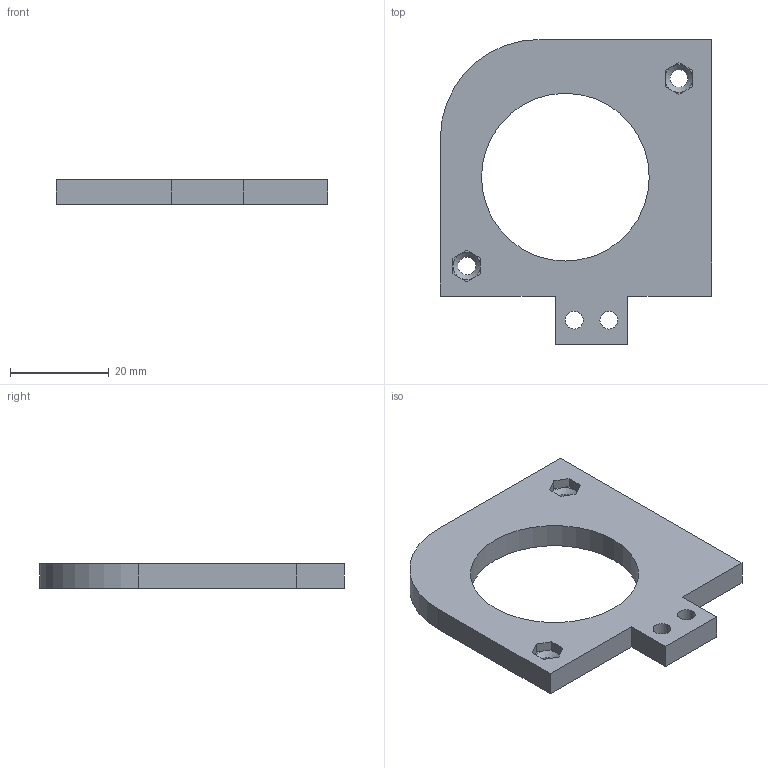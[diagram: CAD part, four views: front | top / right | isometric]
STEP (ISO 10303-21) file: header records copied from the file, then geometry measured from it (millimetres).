
FILE_DESCRIPTION(('FreeCAD Model'),'2;1');
FILE_NAME('CentrifugalFanHolder_Base.step','2020-10-11T10:47:31',( 'Author'),(''),'Open CASCADE STEP processor 7.3','FreeCAD','Unknown' );
FILE_SCHEMA(('AUTOMOTIVE_DESIGN { 1 0 10303 214 1 1 1 1 }'));
Length unit declared in the file: millimetre
Products named in the file (1): CentrifugalFanHolder_Base
Bounding box: 55 x 61.8 x 5 mm (x, y, z)
Volume: 9738.7 mm3; surface area: 5832.8 mm2
Topology: 1 solids, 1 shells, 34 faces, 120 edges, 78 vertices
Faces by surface type: plane 24, cylinder 6, cone 4
Full cylindrical faces by diameter (mm): 3.6 x4, 34 x1
Entity records: 2973 total; most frequent: CARTESIAN_POINT 605, DIRECTION 434, LINE 312, VECTOR 312, ORIENTED_EDGE 240, PCURVE 240, DEFINITIONAL_REPRESENTATION 240, EDGE_CURVE 120
